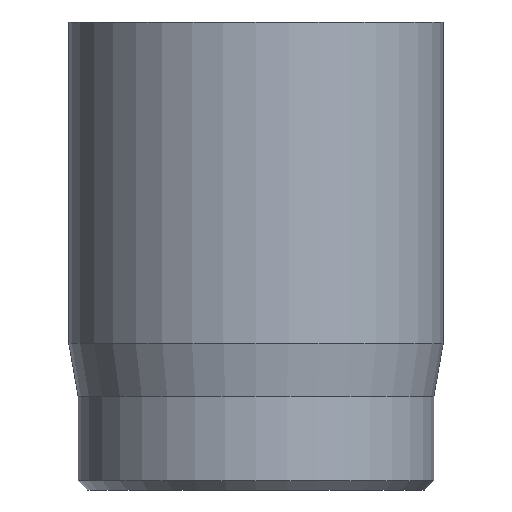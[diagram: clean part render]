
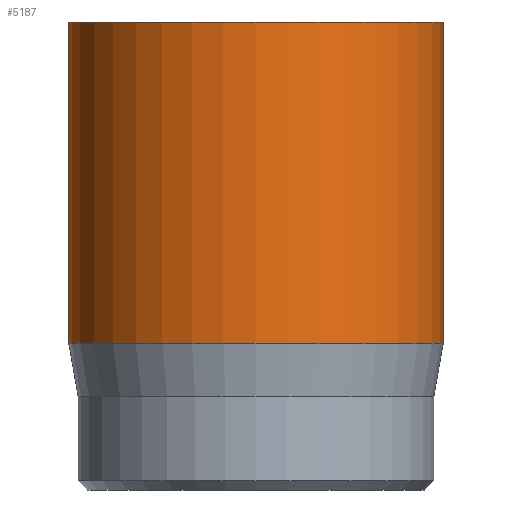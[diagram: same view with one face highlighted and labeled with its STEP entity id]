
A CAD part, front view. The second image highlights one B-rep face of the part: STEP entity #5187.
In plain terms, the highlighted cylindrical face has radius 2 mm (diameter 4 mm), a full revolution.
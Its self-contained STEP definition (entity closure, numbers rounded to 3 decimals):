
#31=CYLINDRICAL_SURFACE('',#5386,2.);
#44=CIRCLE('',#5362,2.);
#55=CIRCLE('',#5384,2.);
#56=CIRCLE('',#5385,2.);
#812=FACE_OUTER_BOUND('',#1113,.T.);
#1113=EDGE_LOOP('',(#4700,#4701,#4702,#4703,#4704));
#1539=LINE('',#9633,#1971);
#1971=VECTOR('',#6076,2.);
#2468=VERTEX_POINT('',#9589);
#2479=VERTEX_POINT('',#9627);
#2480=VERTEX_POINT('',#9628);
#3212=EDGE_CURVE('',#2468,#2468,#44,.T.);
#3228=EDGE_CURVE('',#2479,#2480,#55,.T.);
#3229=EDGE_CURVE('',#2480,#2479,#56,.T.);
#3231=EDGE_CURVE('',#2468,#2479,#1539,.T.);
#4700=ORIENTED_EDGE('',*,*,#3212,.T.);
#4701=ORIENTED_EDGE('',*,*,#3231,.T.);
#4702=ORIENTED_EDGE('',*,*,#3228,.T.);
#4703=ORIENTED_EDGE('',*,*,#3229,.T.);
#4704=ORIENTED_EDGE('',*,*,#3231,.F.);
#5187=ADVANCED_FACE('',(#812),#31,.T.);
#5362=AXIS2_PLACEMENT_3D('',#9590,#6020,#6021);
#5384=AXIS2_PLACEMENT_3D('',#9629,#6069,#6070);
#5385=AXIS2_PLACEMENT_3D('',#9630,#6071,#6072);
#5386=AXIS2_PLACEMENT_3D('',#9632,#6074,#6075);
#6020=DIRECTION('center_axis',(0.,0.,-1.));
#6021=DIRECTION('ref_axis',(-1.,0.,0.));
#6069=DIRECTION('center_axis',(0.,0.,1.));
#6070=DIRECTION('ref_axis',(-1.,0.,0.));
#6071=DIRECTION('center_axis',(0.,0.,1.));
#6072=DIRECTION('ref_axis',(-1.,0.,0.));
#6074=DIRECTION('center_axis',(0.,0.,1.));
#6075=DIRECTION('ref_axis',(-1.,0.,0.));
#6076=DIRECTION('',(0.,0.,-1.));
#9589=CARTESIAN_POINT('',(2.,0.,5.));
#9590=CARTESIAN_POINT('Origin',(0.,0.,5.));
#9627=CARTESIAN_POINT('',(2.,0.,1.567));
#9628=CARTESIAN_POINT('',(-2.,0.,1.567));
#9629=CARTESIAN_POINT('Origin',(0.,0.,1.567));
#9630=CARTESIAN_POINT('Origin',(0.,0.,1.567));
#9632=CARTESIAN_POINT('Origin',(0.,0.,0.));
#9633=CARTESIAN_POINT('',(2.,0.,0.));
